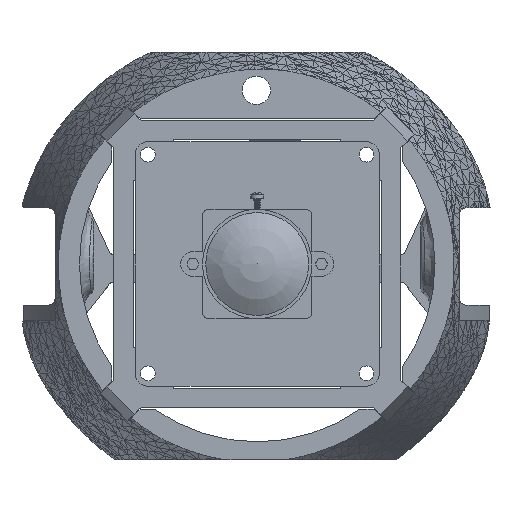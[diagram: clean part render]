
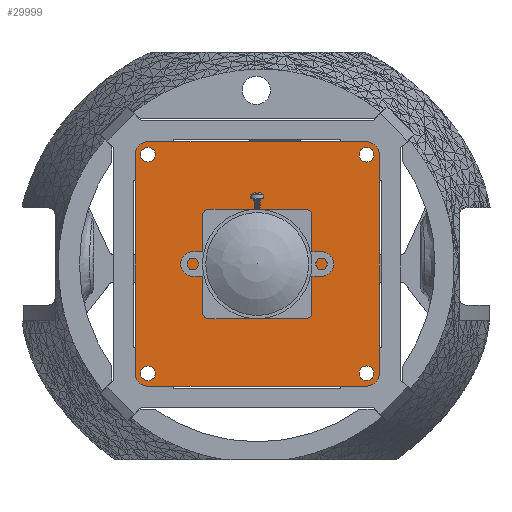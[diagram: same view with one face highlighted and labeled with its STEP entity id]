
A CAD part, front view. The second image highlights one B-rep face of the part: STEP entity #29999.
In plain terms, the highlighted planar face has unit normal (0, -1, 0).
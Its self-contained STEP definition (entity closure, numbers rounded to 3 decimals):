
#280=FACE_BOUND('',#4742,.T.);
#281=FACE_BOUND('',#4743,.T.);
#282=FACE_BOUND('',#4744,.T.);
#283=FACE_BOUND('',#4745,.T.);
#466=PLANE('',#32498);
#2539=FACE_OUTER_BOUND('',#4741,.T.);
#4741=EDGE_LOOP('',(#21914,#21915,#21916,#21917,#21918,#21919,#21920,#21921));
#4742=EDGE_LOOP('',(#21922));
#4743=EDGE_LOOP('',(#21923));
#4744=EDGE_LOOP('',(#21924));
#4745=EDGE_LOOP('',(#21925));
#7008=CIRCLE('',#32471,1.15);
#7010=CIRCLE('',#32474,1.15);
#7012=CIRCLE('',#32477,1.15);
#7014=CIRCLE('',#32480,1.15);
#7015=CIRCLE('',#32483,2.);
#7017=CIRCLE('',#32487,2.);
#7019=CIRCLE('',#32491,2.);
#7021=CIRCLE('',#32495,2.);
#7400=LINE('',#44517,#11200);
#7405=LINE('',#44531,#11205);
#7409=LINE('',#44543,#11209);
#7413=LINE('',#44555,#11213);
#11200=VECTOR('',#35521,10.);
#11205=VECTOR('',#35534,10.);
#11209=VECTOR('',#35546,10.);
#11213=VECTOR('',#35558,10.);
#15069=VERTEX_POINT('',#44493);
#15071=VERTEX_POINT('',#44499);
#15073=VERTEX_POINT('',#44505);
#15075=VERTEX_POINT('',#44511);
#15076=VERTEX_POINT('',#44515);
#15077=VERTEX_POINT('',#44516);
#15080=VERTEX_POINT('',#44524);
#15082=VERTEX_POINT('',#44530);
#15084=VERTEX_POINT('',#44536);
#15086=VERTEX_POINT('',#44542);
#15088=VERTEX_POINT('',#44548);
#15090=VERTEX_POINT('',#44554);
#17298=EDGE_CURVE('',#15069,#15069,#7008,.T.);
#17301=EDGE_CURVE('',#15071,#15071,#7010,.T.);
#17304=EDGE_CURVE('',#15073,#15073,#7012,.T.);
#17307=EDGE_CURVE('',#15075,#15075,#7014,.T.);
#17308=EDGE_CURVE('',#15076,#15077,#7400,.T.);
#17312=EDGE_CURVE('',#15080,#15076,#7015,.T.);
#17315=EDGE_CURVE('',#15082,#15080,#7405,.T.);
#17318=EDGE_CURVE('',#15084,#15082,#7017,.T.);
#17321=EDGE_CURVE('',#15086,#15084,#7409,.T.);
#17324=EDGE_CURVE('',#15088,#15086,#7019,.T.);
#17327=EDGE_CURVE('',#15090,#15088,#7413,.T.);
#17330=EDGE_CURVE('',#15077,#15090,#7021,.T.);
#21914=ORIENTED_EDGE('',*,*,#17330,.F.);
#21915=ORIENTED_EDGE('',*,*,#17308,.F.);
#21916=ORIENTED_EDGE('',*,*,#17312,.F.);
#21917=ORIENTED_EDGE('',*,*,#17315,.F.);
#21918=ORIENTED_EDGE('',*,*,#17318,.F.);
#21919=ORIENTED_EDGE('',*,*,#17321,.F.);
#21920=ORIENTED_EDGE('',*,*,#17324,.F.);
#21921=ORIENTED_EDGE('',*,*,#17327,.F.);
#21922=ORIENTED_EDGE('',*,*,#17307,.F.);
#21923=ORIENTED_EDGE('',*,*,#17304,.F.);
#21924=ORIENTED_EDGE('',*,*,#17301,.F.);
#21925=ORIENTED_EDGE('',*,*,#17298,.F.);
#29999=ADVANCED_FACE('',(#2539,#280,#281,#282,#283),#466,.F.);
#32471=AXIS2_PLACEMENT_3D('',#44495,#35496,#35497);
#32474=AXIS2_PLACEMENT_3D('',#44501,#35503,#35504);
#32477=AXIS2_PLACEMENT_3D('',#44507,#35510,#35511);
#32480=AXIS2_PLACEMENT_3D('',#44513,#35517,#35518);
#32483=AXIS2_PLACEMENT_3D('',#44525,#35527,#35528);
#32487=AXIS2_PLACEMENT_3D('',#44537,#35539,#35540);
#32491=AXIS2_PLACEMENT_3D('',#44549,#35551,#35552);
#32495=AXIS2_PLACEMENT_3D('',#44560,#35563,#35564);
#32498=AXIS2_PLACEMENT_3D('',#44563,#35569,#35570);
#35496=DIRECTION('center_axis',(0.,-1.,0.));
#35497=DIRECTION('ref_axis',(1.,0.,0.));
#35503=DIRECTION('center_axis',(0.,-1.,0.));
#35504=DIRECTION('ref_axis',(1.,0.,0.));
#35510=DIRECTION('center_axis',(0.,-1.,0.));
#35511=DIRECTION('ref_axis',(1.,0.,0.));
#35517=DIRECTION('center_axis',(0.,-1.,0.));
#35518=DIRECTION('ref_axis',(1.,0.,0.));
#35521=DIRECTION('',(0.,0.,-1.));
#35527=DIRECTION('center_axis',(0.,1.,0.));
#35528=DIRECTION('ref_axis',(0.,0.,1.));
#35534=DIRECTION('',(1.,0.,0.));
#35539=DIRECTION('center_axis',(0.,1.,0.));
#35540=DIRECTION('ref_axis',(-1.,0.,0.));
#35546=DIRECTION('',(0.,0.,1.));
#35551=DIRECTION('center_axis',(0.,1.,0.));
#35552=DIRECTION('ref_axis',(0.,0.,-1.));
#35558=DIRECTION('',(-1.,0.,0.));
#35563=DIRECTION('center_axis',(0.,1.,0.));
#35564=DIRECTION('ref_axis',(1.,0.,0.));
#35569=DIRECTION('center_axis',(0.,1.,0.));
#35570=DIRECTION('ref_axis',(1.,0.,0.));
#44493=CARTESIAN_POINT('',(-18.15,0.,-17.));
#44495=CARTESIAN_POINT('Origin',(-17.,0.,-17.));
#44499=CARTESIAN_POINT('',(15.85,0.,-17.));
#44501=CARTESIAN_POINT('Origin',(17.,0.,-17.));
#44505=CARTESIAN_POINT('',(15.85,0.,17.));
#44507=CARTESIAN_POINT('Origin',(17.,0.,17.));
#44511=CARTESIAN_POINT('',(-18.15,0.,17.));
#44513=CARTESIAN_POINT('Origin',(-17.,0.,17.));
#44515=CARTESIAN_POINT('',(19.,0.,17.));
#44516=CARTESIAN_POINT('',(19.,0.,-17.));
#44517=CARTESIAN_POINT('',(19.,0.,19.));
#44524=CARTESIAN_POINT('',(17.,0.,19.));
#44525=CARTESIAN_POINT('Origin',(17.,0.,17.));
#44530=CARTESIAN_POINT('',(-17.,0.,19.));
#44531=CARTESIAN_POINT('',(-19.,0.,19.));
#44536=CARTESIAN_POINT('',(-19.,0.,17.));
#44537=CARTESIAN_POINT('Origin',(-17.,0.,17.));
#44542=CARTESIAN_POINT('',(-19.,0.,-17.));
#44543=CARTESIAN_POINT('',(-19.,0.,-19.));
#44548=CARTESIAN_POINT('',(-17.,0.,-19.));
#44549=CARTESIAN_POINT('Origin',(-17.,0.,-17.));
#44554=CARTESIAN_POINT('',(17.,0.,-19.));
#44555=CARTESIAN_POINT('',(19.,0.,-19.));
#44560=CARTESIAN_POINT('Origin',(17.,0.,-17.));
#44563=CARTESIAN_POINT('Origin',(0.,0.,0.));
